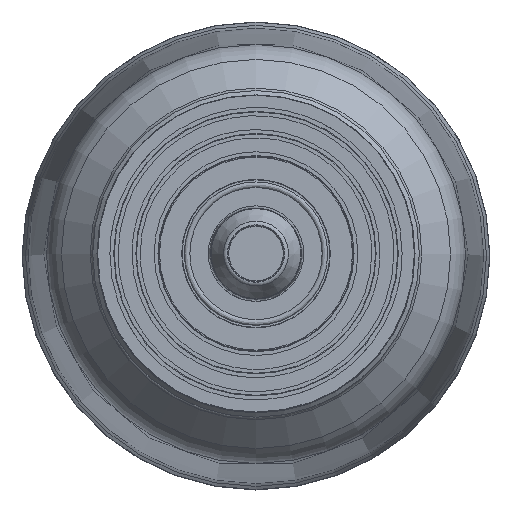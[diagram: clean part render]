
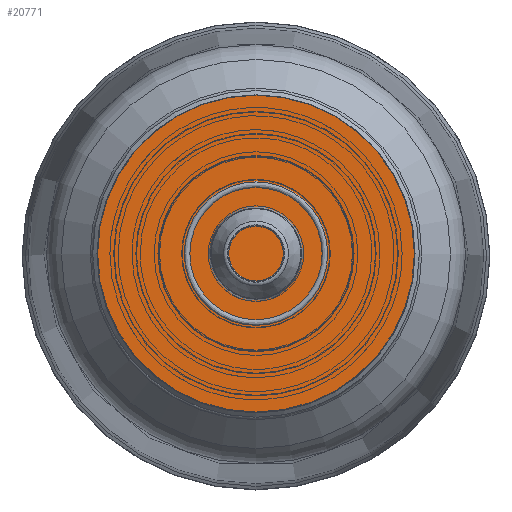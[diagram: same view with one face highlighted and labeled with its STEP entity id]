
A CAD part, top view. The second image highlights one B-rep face of the part: STEP entity #20771.
In plain terms, the highlighted planar face has unit normal (0, 0, 1).
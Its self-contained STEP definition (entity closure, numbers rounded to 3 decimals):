
#3568=PLANE('',#29073);
#3750=ORIENTED_EDGE('',*,*,#10500,.F.);
#10500=EDGE_CURVE('',#13876,#13876,#15915,.T.);
#13876=VERTEX_POINT('',#35902);
#15915=CIRCLE('',#29071,37.25);
#17090=EDGE_LOOP('',(#3750));
#18731=FACE_BOUND('',#17090,.T.);
#20771=ADVANCED_FACE('',(#18731),#3568,.F.);
#29071=AXIS2_PLACEMENT_3D('',#35901,#31211,#31212);
#29073=AXIS2_PLACEMENT_3D('',#35904,#31215,#31216);
#31211=DIRECTION('',(0.,0.,-1.));
#31212=DIRECTION('',(1.,0.,0.));
#31215=DIRECTION('',(0.,0.,-1.));
#31216=DIRECTION('',(-1.,0.,0.));
#35901=CARTESIAN_POINT('',(0.,0.,-13.901));
#35902=CARTESIAN_POINT('',(37.25,0.,-13.901));
#35904=CARTESIAN_POINT('',(0.,0.,-13.901));
